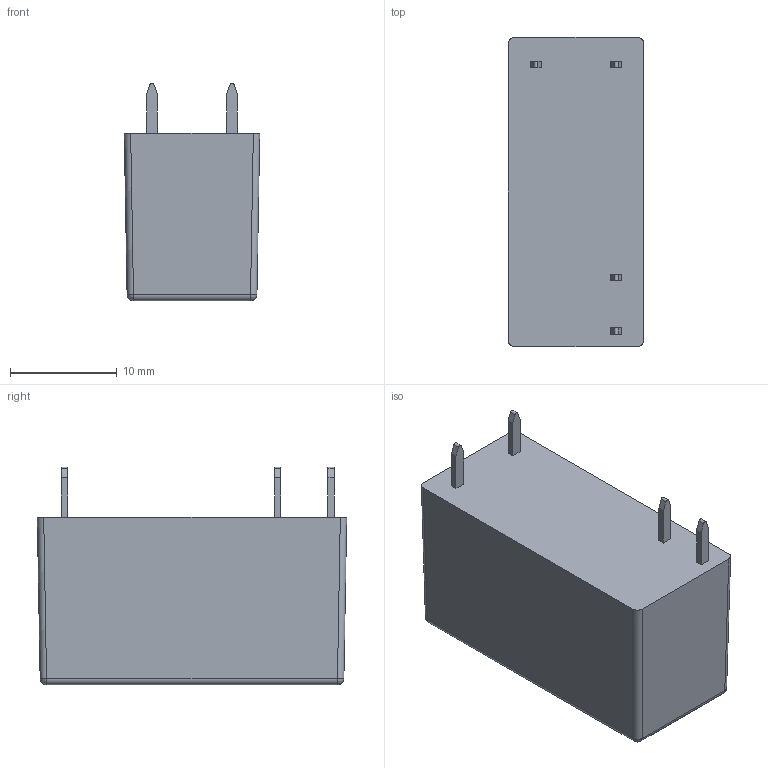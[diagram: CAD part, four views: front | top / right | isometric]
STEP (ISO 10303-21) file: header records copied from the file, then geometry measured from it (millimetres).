
FILE_DESCRIPTION(('STEP AP214'),'2;1');
FILE_NAME('4181_catalogo.stp','2012-03-19T17:02:40',(''),(''),'2007.1.106','THINKDESIGN','');
FILE_SCHEMA(('AUTOMOTIVE_DESIGN'));
Length unit declared in the file: millimetre
Products named in the file (1): top
Bounding box: 12.7 x 29 x 20.4 mm (x, y, z)
Surface area: 2030.1 mm2 (no closed solid volume)
Topology: 0 solids, 0 shells, 51 faces, 222 edges, 218 vertices
Faces by surface type: plane 35, cylinder 12, bspline 4
Entity records: 2348 total; most frequent: CARTESIAN_POINT 954, DIRECTION 304, COMPOSITE_CURVE_SEGMENT 218, TRIMMED_CURVE 188, VECTOR 168, LINE 168, AXIS2_PLACEMENT_3D 68, OUTER_BOUNDARY_CURVE 51
